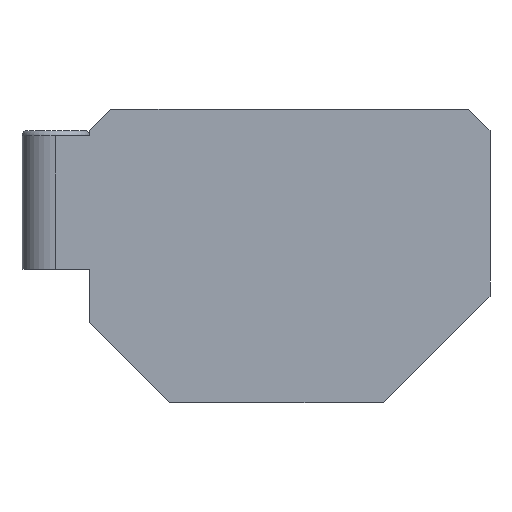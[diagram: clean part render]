
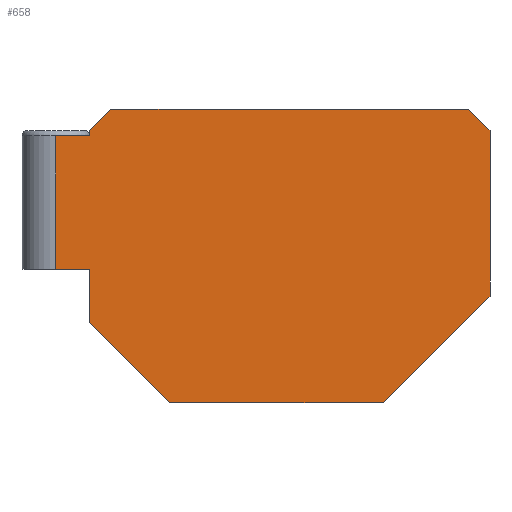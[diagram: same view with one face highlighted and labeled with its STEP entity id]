
A CAD part, front view. The second image highlights one B-rep face of the part: STEP entity #658.
In plain terms, the highlighted planar face has unit normal (0, -1, 0).
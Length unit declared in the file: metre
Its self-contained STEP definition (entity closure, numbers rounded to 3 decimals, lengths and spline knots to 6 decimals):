
#3 = VECTOR ( 'NONE', #107, 1. ) ;
#12 = LINE ( 'NONE', #65, #627 ) ;
#22 = DIRECTION ( 'NONE',  ( 0., 0., -1. ) ) ;
#23 = LINE ( 'NONE', #503, #99 ) ;
#25 = EDGE_CURVE ( 'NONE', #478, #69, #126, .T. ) ;
#40 = CARTESIAN_POINT ( 'NONE',  ( 0.02065, -0.01265, 0.06 ) ) ;
#47 = VECTOR ( 'NONE', #380, 1. ) ;
#57 = VERTEX_POINT ( 'NONE', #336 ) ;
#62 = EDGE_CURVE ( 'NONE', #259, #514, #549, .T. ) ;
#64 = CARTESIAN_POINT ( 'NONE',  ( 0., -0.01265, 0. ) ) ;
#65 = CARTESIAN_POINT ( 'NONE',  ( 0., -0.01265, 0. ) ) ;
#66 = CARTESIAN_POINT ( 'NONE',  ( 0.16265, -0.01265, -0.01 ) ) ;
#69 = VERTEX_POINT ( 'NONE', #173 ) ;
#72 = LINE ( 'NONE', #382, #523 ) ;
#79 = ORIENTED_EDGE ( 'NONE', *, *, #260, .T. ) ;
#82 = CARTESIAN_POINT ( 'NONE',  ( 0., -0.01265, 0.05 ) ) ;
#95 = EDGE_CURVE ( 'NONE', #633, #171, #321, .T. ) ;
#99 = VECTOR ( 'NONE', #544, 1. ) ;
#107 = DIRECTION ( 'NONE',  ( 0.707, 0., -0.707 ) ) ;
#112 = CARTESIAN_POINT ( 'NONE',  ( 0.01265, -0.01265, -0.02 ) ) ;
#113 = EDGE_CURVE ( 'NONE', #267, #633, #12, .T. ) ;
#126 = LINE ( 'NONE', #273, #556 ) ;
#128 = DIRECTION ( 'NONE',  ( -1., 0., 0. ) ) ;
#129 = PLANE ( 'NONE',  #618 ) ;
#157 = EDGE_CURVE ( 'NONE', #171, #57, #469, .T. ) ;
#161 = CARTESIAN_POINT ( 'NONE',  ( 0.01265, -0.01265, -0.02 ) ) ;
#163 = FACE_OUTER_BOUND ( 'NONE', #468, .T. ) ;
#165 = CARTESIAN_POINT ( 'NONE',  ( 0.01265, -0.01265, 0. ) ) ;
#171 = VERTEX_POINT ( 'NONE', #161 ) ;
#173 = CARTESIAN_POINT ( 'NONE',  ( 0.01265, -0.01265, 0.05 ) ) ;
#176 = LINE ( 'NONE', #485, #455 ) ;
#177 = CARTESIAN_POINT ( 'NONE',  ( 0.12265, -0.01265, -0.05 ) ) ;
#199 = CARTESIAN_POINT ( 'NONE',  ( 0.16265, -0.01265, 0.052 ) ) ;
#203 = VERTEX_POINT ( 'NONE', #429 ) ;
#225 = ORIENTED_EDGE ( 'NONE', *, *, #25, .T. ) ;
#240 = LINE ( 'NONE', #667, #626 ) ;
#246 = EDGE_CURVE ( 'NONE', #57, #682, #176, .T. ) ;
#259 = VERTEX_POINT ( 'NONE', #66 ) ;
#260 = EDGE_CURVE ( 'NONE', #203, #335, #72, .T. ) ;
#266 = DIRECTION ( 'NONE',  ( 1., 0., 0. ) ) ;
#267 = VERTEX_POINT ( 'NONE', #545 ) ;
#273 = CARTESIAN_POINT ( 'NONE',  ( 0.01265, -0.01265, 0.05 ) ) ;
#290 = DIRECTION ( 'NONE',  ( 0., 0., -1. ) ) ;
#291 = LINE ( 'NONE', #443, #364 ) ;
#292 = LINE ( 'NONE', #553, #566 ) ;
#310 = EDGE_CURVE ( 'NONE', #69, #438, #291, .T. ) ;
#321 = LINE ( 'NONE', #165, #47 ) ;
#335 = VERTEX_POINT ( 'NONE', #40 ) ;
#336 = CARTESIAN_POINT ( 'NONE',  ( 0.04265, -0.01265, -0.05 ) ) ;
#340 = ORIENTED_EDGE ( 'NONE', *, *, #95, .T. ) ;
#345 = LINE ( 'NONE', #447, #679 ) ;
#364 = VECTOR ( 'NONE', #560, 1. ) ;
#374 = DIRECTION ( 'NONE',  ( 0., 1., 0. ) ) ;
#378 = EDGE_CURVE ( 'NONE', #335, #478, #23, .T. ) ;
#380 = DIRECTION ( 'NONE',  ( 0., 0., -1. ) ) ;
#382 = CARTESIAN_POINT ( 'NONE',  ( 0.02065, -0.01265, 0.06 ) ) ;
#384 = ORIENTED_EDGE ( 'NONE', *, *, #527, .T. ) ;
#392 = DIRECTION ( 'NONE',  ( 0.707, 0., 0.707 ) ) ;
#398 = CARTESIAN_POINT ( 'NONE',  ( 0.01265, -0.01265, 0. ) ) ;
#401 = CARTESIAN_POINT ( 'NONE',  ( 0.01265, -0.01265, 0.052 ) ) ;
#404 = VECTOR ( 'NONE', #427, 1. ) ;
#415 = ORIENTED_EDGE ( 'NONE', *, *, #113, .T. ) ;
#420 = ORIENTED_EDGE ( 'NONE', *, *, #62, .T. ) ;
#427 = DIRECTION ( 'NONE',  ( 0., 0., 1. ) ) ;
#429 = CARTESIAN_POINT ( 'NONE',  ( 0.15465, -0.01265, 0.06 ) ) ;
#438 = VERTEX_POINT ( 'NONE', #82 ) ;
#443 = CARTESIAN_POINT ( 'NONE',  ( 0., -0.01265, 0.05 ) ) ;
#447 = CARTESIAN_POINT ( 'NONE',  ( 0.15465, -0.01265, 0.06 ) ) ;
#455 = VECTOR ( 'NONE', #266, 1. ) ;
#468 = EDGE_LOOP ( 'NONE', ( #581, #415, #340, #574, #536, #483, #420, #384, #79, #634, #225, #623 ) ) ;
#469 = LINE ( 'NONE', #112, #3 ) ;
#478 = VERTEX_POINT ( 'NONE', #401 ) ;
#483 = ORIENTED_EDGE ( 'NONE', *, *, #595, .T. ) ;
#484 = DIRECTION ( 'NONE',  ( 1., 0., 0. ) ) ;
#485 = CARTESIAN_POINT ( 'NONE',  ( 0.04265, -0.01265, -0.05 ) ) ;
#503 = CARTESIAN_POINT ( 'NONE',  ( 0.01265, -0.01265, 0.052 ) ) ;
#514 = VERTEX_POINT ( 'NONE', #199 ) ;
#523 = VECTOR ( 'NONE', #128, 1. ) ;
#527 = EDGE_CURVE ( 'NONE', #514, #203, #345, .T. ) ;
#536 = ORIENTED_EDGE ( 'NONE', *, *, #246, .T. ) ;
#544 = DIRECTION ( 'NONE',  ( -0.707, 0., -0.707 ) ) ;
#545 = CARTESIAN_POINT ( 'NONE',  ( 0., -0.01265, 0. ) ) ;
#549 = LINE ( 'NONE', #602, #404 ) ;
#552 = EDGE_CURVE ( 'NONE', #438, #267, #240, .T. ) ;
#553 = CARTESIAN_POINT ( 'NONE',  ( 0.12265, -0.01265, -0.05 ) ) ;
#556 = VECTOR ( 'NONE', #22, 1. ) ;
#560 = DIRECTION ( 'NONE',  ( -1., 0., 0. ) ) ;
#566 = VECTOR ( 'NONE', #392, 1. ) ;
#574 = ORIENTED_EDGE ( 'NONE', *, *, #157, .T. ) ;
#581 = ORIENTED_EDGE ( 'NONE', *, *, #552, .T. ) ;
#595 = EDGE_CURVE ( 'NONE', #682, #259, #292, .T. ) ;
#602 = CARTESIAN_POINT ( 'NONE',  ( 0.16265, -0.01265, -0.01 ) ) ;
#611 = DIRECTION ( 'NONE',  ( -0.707, 0., 0.707 ) ) ;
#618 = AXIS2_PLACEMENT_3D ( 'NONE', #64, #374, #652 ) ;
#623 = ORIENTED_EDGE ( 'NONE', *, *, #310, .T. ) ;
#626 = VECTOR ( 'NONE', #290, 1. ) ;
#627 = VECTOR ( 'NONE', #484, 1. ) ;
#633 = VERTEX_POINT ( 'NONE', #398 ) ;
#634 = ORIENTED_EDGE ( 'NONE', *, *, #378, .T. ) ;
#652 = DIRECTION ( 'NONE',  ( 0., 0., 1. ) ) ;
#658 = ADVANCED_FACE ( 'NONE', ( #163 ), #129, .F. ) ;
#667 = CARTESIAN_POINT ( 'NONE',  ( 0., -0.01265, 0. ) ) ;
#679 = VECTOR ( 'NONE', #611, 1. ) ;
#682 = VERTEX_POINT ( 'NONE', #177 ) ;
